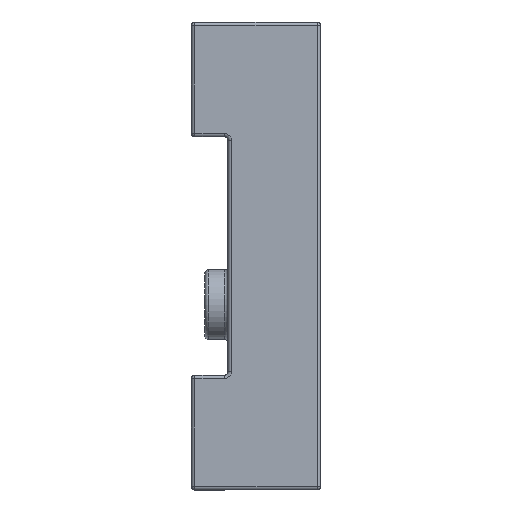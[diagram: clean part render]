
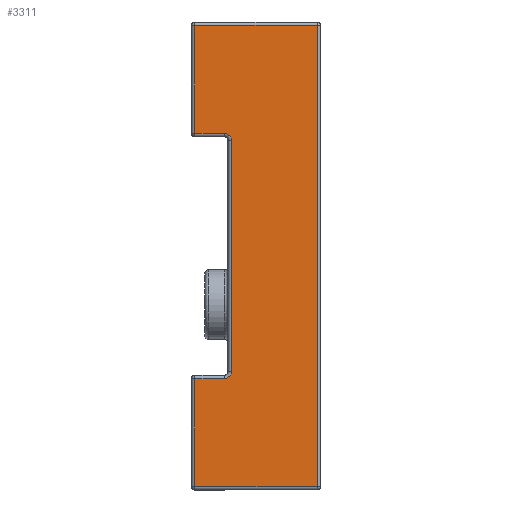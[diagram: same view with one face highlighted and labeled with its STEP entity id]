
A CAD part, left-side view. The second image highlights one B-rep face of the part: STEP entity #3311.
In plain terms, the highlighted planar face has unit normal (-1, 0, 0).
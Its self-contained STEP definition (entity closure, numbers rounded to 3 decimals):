
#152 = CARTESIAN_POINT ( 'NONE',  ( -11.4, 1.925, 0. ) ) ;
#221 = DIRECTION ( 'NONE',  ( 0., 1., 0. ) ) ;
#240 = VERTEX_POINT ( 'NONE', #4769 ) ;
#301 = LINE ( 'NONE', #3023, #6597 ) ;
#320 = CARTESIAN_POINT ( 'NONE',  ( -11.4, 0., -4.975 ) ) ;
#405 = DIRECTION ( 'NONE',  ( 1., 0., 0. ) ) ;
#607 = CARTESIAN_POINT ( 'NONE',  ( -11.4, 2.715, -4.975 ) ) ;
#661 = CIRCLE ( 'NONE', #3588, 0.15 ) ;
#916 = CARTESIAN_POINT ( 'NONE',  ( -11.4, 2.715, 2.645 ) ) ;
#975 = ORIENTED_EDGE ( 'NONE', *, *, #4717, .T. ) ;
#1074 = VERTEX_POINT ( 'NONE', #3983 ) ;
#1161 = ORIENTED_EDGE ( 'NONE', *, *, #3555, .T. ) ;
#1289 = ORIENTED_EDGE ( 'NONE', *, *, #3280, .T. ) ;
#1383 = CARTESIAN_POINT ( 'NONE',  ( -11.4, 2.075, 2.645 ) ) ;
#1492 = CARTESIAN_POINT ( 'NONE',  ( -11.4, 0.075, -4.975 ) ) ;
#1663 = DIRECTION ( 'NONE',  ( -1., 0., 0. ) ) ;
#1870 = PLANE ( 'NONE',  #9315 ) ;
#1902 = ORIENTED_EDGE ( 'NONE', *, *, #4331, .F. ) ;
#2114 = CARTESIAN_POINT ( 'NONE',  ( -11.4, 0.075, 0. ) ) ;
#2292 = CIRCLE ( 'NONE', #6473, 0.15 ) ;
#2439 = ORIENTED_EDGE ( 'NONE', *, *, #7398, .T. ) ;
#2440 = VECTOR ( 'NONE', #6708, 1000. ) ;
#2790 = CARTESIAN_POINT ( 'NONE',  ( -11.4, 0., 2.645 ) ) ;
#2832 = CARTESIAN_POINT ( 'NONE',  ( -11.4, 2.075, -2.495 ) ) ;
#3023 = CARTESIAN_POINT ( 'NONE',  ( -11.4, 2.715, 0. ) ) ;
#3177 = LINE ( 'NONE', #7916, #8757 ) ;
#3209 = VERTEX_POINT ( 'NONE', #3269 ) ;
#3244 = VECTOR ( 'NONE', #221, 1000. ) ;
#3269 = CARTESIAN_POINT ( 'NONE',  ( -11.4, 2.715, 4.975 ) ) ;
#3280 = EDGE_CURVE ( 'NONE', #3209, #7931, #3177, .T. ) ;
#3311 = ADVANCED_FACE ( 'NONE', ( #6751 ), #1870, .F. ) ;
#3555 = EDGE_CURVE ( 'NONE', #240, #7373, #301, .T. ) ;
#3588 = AXIS2_PLACEMENT_3D ( 'NONE', #2832, #8144, #3601 ) ;
#3601 = DIRECTION ( 'NONE',  ( 0., 0., -1. ) ) ;
#3677 = EDGE_CURVE ( 'NONE', #1074, #4894, #7182, .T. ) ;
#3725 = LINE ( 'NONE', #2790, #9555 ) ;
#3922 = EDGE_CURVE ( 'NONE', #7931, #4380, #3725, .T. ) ;
#3943 = EDGE_CURVE ( 'NONE', #7312, #240, #7297, .T. ) ;
#3983 = CARTESIAN_POINT ( 'NONE',  ( -11.4, 1.925, 2.495 ) ) ;
#4011 = ORIENTED_EDGE ( 'NONE', *, *, #4578, .F. ) ;
#4146 = ORIENTED_EDGE ( 'NONE', *, *, #3677, .T. ) ;
#4277 = CARTESIAN_POINT ( 'NONE',  ( -11.4, 2.075, -2.645 ) ) ;
#4281 = ORIENTED_EDGE ( 'NONE', *, *, #3943, .T. ) ;
#4331 = EDGE_CURVE ( 'NONE', #7312, #4894, #661, .T. ) ;
#4380 = VERTEX_POINT ( 'NONE', #1383 ) ;
#4465 = LINE ( 'NONE', #2114, #2440 ) ;
#4578 = EDGE_CURVE ( 'NONE', #1074, #4380, #2292, .T. ) ;
#4717 = EDGE_CURVE ( 'NONE', #7373, #9608, #5621, .T. ) ;
#4769 = CARTESIAN_POINT ( 'NONE',  ( -11.4, 2.715, -2.645 ) ) ;
#4773 = CARTESIAN_POINT ( 'NONE',  ( -11.4, 0., 4.975 ) ) ;
#4894 = VERTEX_POINT ( 'NONE', #5861 ) ;
#5090 = CARTESIAN_POINT ( 'NONE',  ( -11.4, 0., -2.645 ) ) ;
#5174 = VECTOR ( 'NONE', #8502, 1000. ) ;
#5286 = VECTOR ( 'NONE', #7379, 1000. ) ;
#5621 = LINE ( 'NONE', #320, #9175 ) ;
#5697 = DIRECTION ( 'NONE',  ( 0., 0., -1. ) ) ;
#5861 = CARTESIAN_POINT ( 'NONE',  ( -11.4, 1.925, -2.495 ) ) ;
#6236 = CARTESIAN_POINT ( 'NONE',  ( -11.4, 2.075, 2.495 ) ) ;
#6273 = VERTEX_POINT ( 'NONE', #6732 ) ;
#6403 = DIRECTION ( 'NONE',  ( 0., 0., -1. ) ) ;
#6473 = AXIS2_PLACEMENT_3D ( 'NONE', #6236, #1663, #6983 ) ;
#6597 = VECTOR ( 'NONE', #8347, 1000. ) ;
#6708 = DIRECTION ( 'NONE',  ( 0., 0., 1. ) ) ;
#6732 = CARTESIAN_POINT ( 'NONE',  ( -11.4, 0.075, 4.975 ) ) ;
#6751 = FACE_OUTER_BOUND ( 'NONE', #9004, .T. ) ;
#6983 = DIRECTION ( 'NONE',  ( 0., 0., -1. ) ) ;
#7182 = LINE ( 'NONE', #152, #5174 ) ;
#7290 = LINE ( 'NONE', #4773, #3244 ) ;
#7297 = LINE ( 'NONE', #5090, #5286 ) ;
#7312 = VERTEX_POINT ( 'NONE', #4277 ) ;
#7342 = DIRECTION ( 'NONE',  ( 0., -1., 0. ) ) ;
#7373 = VERTEX_POINT ( 'NONE', #607 ) ;
#7379 = DIRECTION ( 'NONE',  ( 0., 1., 0. ) ) ;
#7398 = EDGE_CURVE ( 'NONE', #9608, #6273, #4465, .T. ) ;
#7910 = DIRECTION ( 'NONE',  ( 0., -1., 0. ) ) ;
#7916 = CARTESIAN_POINT ( 'NONE',  ( -11.4, 2.715, 0. ) ) ;
#7931 = VERTEX_POINT ( 'NONE', #916 ) ;
#8144 = DIRECTION ( 'NONE',  ( -1., 0., 0. ) ) ;
#8347 = DIRECTION ( 'NONE',  ( 0., 0., -1. ) ) ;
#8502 = DIRECTION ( 'NONE',  ( 0., 0., -1. ) ) ;
#8527 = EDGE_CURVE ( 'NONE', #6273, #3209, #7290, .T. ) ;
#8717 = CARTESIAN_POINT ( 'NONE',  ( -11.4, 0., 0. ) ) ;
#8757 = VECTOR ( 'NONE', #6403, 1000. ) ;
#9004 = EDGE_LOOP ( 'NONE', ( #1289, #9160, #4011, #4146, #1902, #4281, #1161, #975, #2439, #9813 ) ) ;
#9160 = ORIENTED_EDGE ( 'NONE', *, *, #3922, .T. ) ;
#9175 = VECTOR ( 'NONE', #7910, 1000. ) ;
#9315 = AXIS2_PLACEMENT_3D ( 'NONE', #8717, #405, #5697 ) ;
#9555 = VECTOR ( 'NONE', #7342, 1000. ) ;
#9608 = VERTEX_POINT ( 'NONE', #1492 ) ;
#9813 = ORIENTED_EDGE ( 'NONE', *, *, #8527, .T. ) ;
